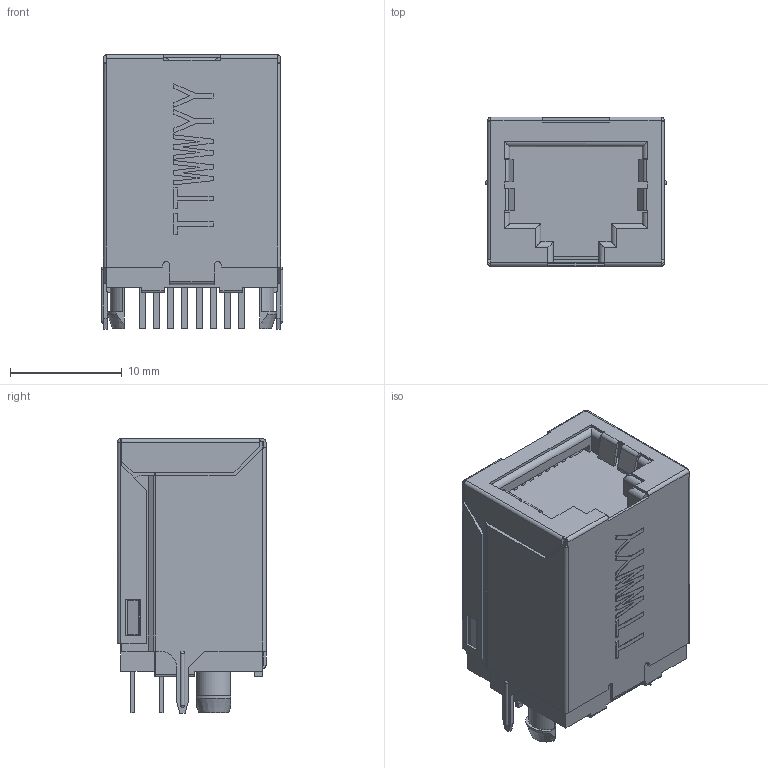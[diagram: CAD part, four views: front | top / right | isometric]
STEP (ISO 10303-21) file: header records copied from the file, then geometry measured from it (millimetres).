
FILE_DESCRIPTION (( 'STEP AP203' ), '1' );
FILE_NAME ('CUSTOMER-BB(090)A27.STEP', '2016-01-29T14:27:00', ( '' ), ( '' ), 'SwSTEP 2.0', 'SolidWorks 2013', '' );
FILE_SCHEMA (( 'CONFIG_CONTROL_DESIGN' ));
Length unit declared in the file: millimetre
Products named in the file (1): CUSTOMER-BB(090)A27
Bounding box: 16.24 x 13.35 x 24.57 mm (x, y, z)
Volume: 4064.1 mm3; surface area: 2960.7 mm2
Topology: 1 solids, 1 shells, 507 faces, 1447 edges, 939 vertices
Faces by surface type: plane 419, cylinder 77, sphere 6, cone 3, bspline 2
Entity records: 16325 total; most frequent: CARTESIAN_POINT 3006, ORIENTED_EDGE 2874, DIRECTION 2566, EDGE_CURVE 1437, LINE 1264, VECTOR 1264, VERTEX_POINT 935, AXIS2_PLACEMENT_3D 651
